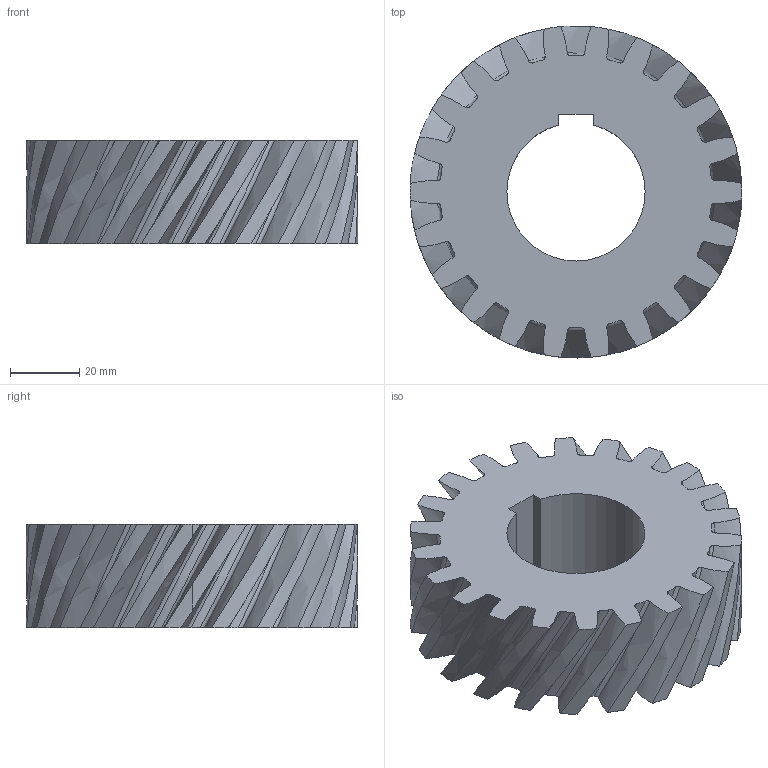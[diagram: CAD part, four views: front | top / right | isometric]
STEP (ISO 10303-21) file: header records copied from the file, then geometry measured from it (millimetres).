
FILE_DESCRIPTION (( 'STEP AP203' ), '1' );
FILE_NAME ('Helical_Gear_23DEG.STEP', '2019-04-16T03:51:24', ( '' ), ( '' ), 'SwSTEP 2.0', 'SolidWorks 2018', '' );
FILE_SCHEMA (( 'CONFIG_CONTROL_DESIGN' ));
Length unit declared in the file: millimetre
Products named in the file (1): Helical_Gear_23DEG
Bounding box: 96 x 96 x 30 mm (x, y, z)
Volume: 142490.1 mm3; surface area: 32707.5 mm2
Topology: 1 solids, 1 shells, 142 faces, 420 edges, 280 vertices
Faces by surface type: bspline 110, cylinder 27, plane 5
Entity records: 9059 total; most frequent: CARTESIAN_POINT 5998, ORIENTED_EDGE 840, EDGE_CURVE 420, DIRECTION 400, VERTEX_POINT 280, B_SPLINE_CURVE_WITH_KNOTS 197, AXIS2_PLACEMENT_3D 193, CIRCLE 160
